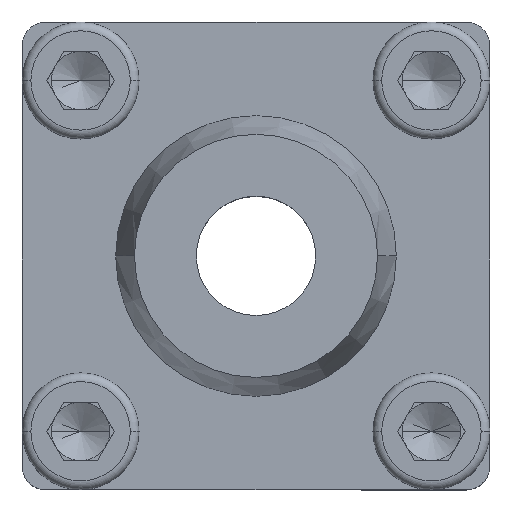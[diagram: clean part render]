
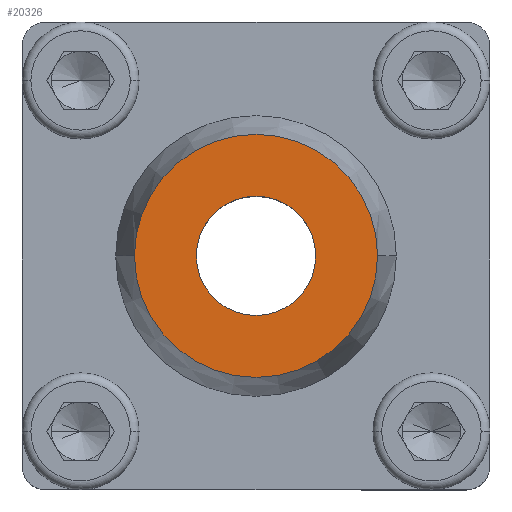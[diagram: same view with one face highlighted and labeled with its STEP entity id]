
A CAD part, top view. The second image highlights one B-rep face of the part: STEP entity #20326.
In plain terms, the highlighted planar face has unit normal (0, 0, 1).
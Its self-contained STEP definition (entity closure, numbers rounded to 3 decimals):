
#1506 = EDGE_CURVE ( 'NONE', #20819, #20856, #4892, .T. ) ;
#1510 = EDGE_CURVE ( 'NONE', #20854, #20817, #4895, .T. ) ;
#3613 = AXIS2_PLACEMENT_3D ( 'NONE', #5213, #5214, #5215 ) ;
#3615 = AXIS2_PLACEMENT_3D ( 'NONE', #5222, #5223, #5224 ) ;
#4892 = CIRCLE ( 'NONE', #3613, 10.392 ) ;
#4895 = CIRCLE ( 'NONE', #3615, 5.1 ) ;
#5213 = CARTESIAN_POINT ( 'NONE',  ( -1.712, 1.457, 12. ) ) ;
#5214 = DIRECTION ( 'NONE',  ( 0., 0., 1. ) ) ;
#5215 = DIRECTION ( 'NONE',  ( 1., 0., 0. ) ) ;
#5222 = CARTESIAN_POINT ( 'NONE',  ( -1.712, 1.457, 12. ) ) ;
#5223 = DIRECTION ( 'NONE',  ( 0., 0., 1. ) ) ;
#5224 = DIRECTION ( 'NONE',  ( 1., 0., 0. ) ) ;
#10753 = CIRCLE ( 'NONE', #12324, 10.392 ) ;
#10754 = CIRCLE ( 'NONE', #12325, 5.1 ) ;
#12324 = AXIS2_PLACEMENT_3D ( 'NONE', #13096, #13097, #13098 ) ;
#12325 = AXIS2_PLACEMENT_3D ( 'NONE', #13099, #13100, #13101 ) ;
#12676 = AXIS2_PLACEMENT_3D ( 'NONE', #15418, #15423, #15424 ) ;
#13096 = CARTESIAN_POINT ( 'NONE',  ( -1.712, 1.457, 12. ) ) ;
#13097 = DIRECTION ( 'NONE',  ( 0., 0., 1. ) ) ;
#13098 = DIRECTION ( 'NONE',  ( 1., 0., 0. ) ) ;
#13099 = CARTESIAN_POINT ( 'NONE',  ( -1.712, 1.457, 12. ) ) ;
#13100 = DIRECTION ( 'NONE',  ( 0., 0., 1. ) ) ;
#13101 = DIRECTION ( 'NONE',  ( 1., 0., 0. ) ) ;
#14131 = FACE_BOUND ( 'NONE', #21856, .T. ) ;
#14137 = FACE_OUTER_BOUND ( 'NONE', #21841, .T. ) ;
#15418 = CARTESIAN_POINT ( 'NONE',  ( -1.712, 1.457, 12. ) ) ;
#15421 = PLANE ( 'NONE',  #12676 ) ;
#15423 = DIRECTION ( 'NONE',  ( 0., 0., 1. ) ) ;
#15424 = DIRECTION ( 'NONE',  ( 1., 0., 0. ) ) ;
#16253 = CARTESIAN_POINT ( 'NONE',  ( -12.105, 1.457, 12. ) ) ;
#16258 = CARTESIAN_POINT ( 'NONE',  ( 3.388, 1.457, 12. ) ) ;
#16289 = CARTESIAN_POINT ( 'NONE',  ( -6.812, 1.457, 12. ) ) ;
#16291 = CARTESIAN_POINT ( 'NONE',  ( 8.68, 1.457, 12. ) ) ;
#19620 = EDGE_CURVE ( 'NONE', #20856, #20819, #10753, .T. ) ;
#19621 = EDGE_CURVE ( 'NONE', #20817, #20854, #10754, .T. ) ;
#20326 = ADVANCED_FACE ( 'NONE', ( #14131, #14137 ), #15421, .T. ) ;
#20817 = VERTEX_POINT ( 'NONE', #16258 ) ;
#20819 = VERTEX_POINT ( 'NONE', #16253 ) ;
#20854 = VERTEX_POINT ( 'NONE', #16289 ) ;
#20856 = VERTEX_POINT ( 'NONE', #16291 ) ;
#20866 = ORIENTED_EDGE ( 'NONE', *, *, #19621, .F. ) ;
#20868 = ORIENTED_EDGE ( 'NONE', *, *, #19620, .T. ) ;
#20874 = ORIENTED_EDGE ( 'NONE', *, *, #1510, .F. ) ;
#20886 = ORIENTED_EDGE ( 'NONE', *, *, #1506, .T. ) ;
#21841 = EDGE_LOOP ( 'NONE', ( #20868, #20886 ) ) ;
#21856 = EDGE_LOOP ( 'NONE', ( #20866, #20874 ) ) ;
